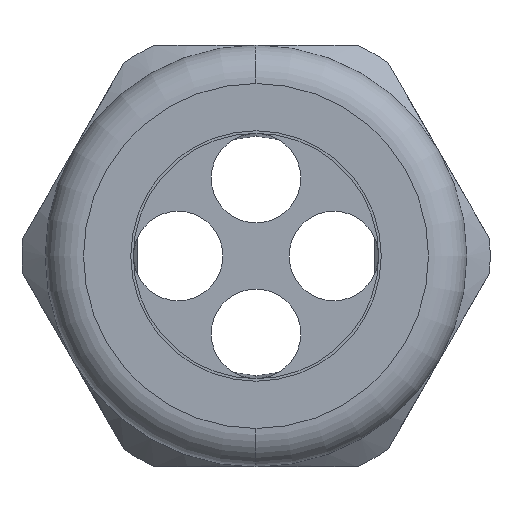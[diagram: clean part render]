
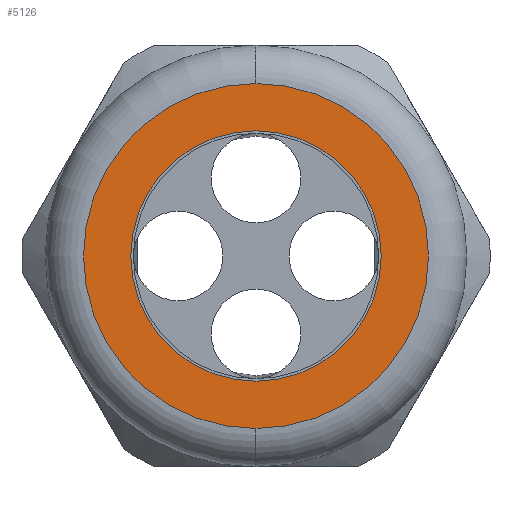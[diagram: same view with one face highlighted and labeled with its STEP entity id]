
A CAD part, left-side view. The second image highlights one B-rep face of the part: STEP entity #5126.
In plain terms, the highlighted planar face has unit normal (-1, 0, 0).
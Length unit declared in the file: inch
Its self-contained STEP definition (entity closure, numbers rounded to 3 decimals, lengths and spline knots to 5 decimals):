
#2556 = EDGE_CURVE ( 'NONE', #2558, #2561, #3050, .T. ) ;
#2558 = VERTEX_POINT ( 'NONE', #3045 ) ;
#2561 = VERTEX_POINT ( 'NONE', #3043 ) ;
#3043 = CARTESIAN_POINT ( 'NONE',  ( -1.68, 0., -0.675 ) ) ;
#3045 = CARTESIAN_POINT ( 'NONE',  ( -1.68, 0., 0.675 ) ) ;
#3046 = DIRECTION ( 'NONE',  ( 0., 0., 1. ) ) ;
#3047 = DIRECTION ( 'NONE',  ( -1., 0., 0. ) ) ;
#3048 = CARTESIAN_POINT ( 'NONE',  ( -1.68, 0., 0. ) ) ;
#3049 = AXIS2_PLACEMENT_3D ( 'NONE', #3048, #3047, #3046 ) ;
#3050 = CIRCLE ( 'NONE', #3049, 0.675 ) ;
#3213 = DIRECTION ( 'NONE',  ( 0., 0., -1. ) ) ;
#3214 = DIRECTION ( 'NONE',  ( 1., 0., 0. ) ) ;
#3215 = CARTESIAN_POINT ( 'NONE',  ( -1.68, 0., 0. ) ) ;
#3216 = AXIS2_PLACEMENT_3D ( 'NONE', #3215, #3214, #3213 ) ;
#3217 = CIRCLE ( 'NONE', #3216, 0.49 ) ;
#3219 = CARTESIAN_POINT ( 'NONE',  ( -1.68, 0., 0.49 ) ) ;
#3220 = CARTESIAN_POINT ( 'NONE',  ( -1.68, 0., -0.49 ) ) ;
#3652 = DIRECTION ( 'NONE',  ( 0., 0., -1. ) ) ;
#3653 = DIRECTION ( 'NONE',  ( 1., 0., 0. ) ) ;
#3654 = CARTESIAN_POINT ( 'NONE',  ( -1.68, 0., 0. ) ) ;
#3655 = AXIS2_PLACEMENT_3D ( 'NONE', #3654, #3653, #3652 ) ;
#3656 = CIRCLE ( 'NONE', #3655, 0.49 ) ;
#3657 = DIRECTION ( 'NONE',  ( 0., 0., 1. ) ) ;
#3658 = DIRECTION ( 'NONE',  ( -1., 0., 0. ) ) ;
#3659 = CARTESIAN_POINT ( 'NONE',  ( -1.68, 0., 0. ) ) ;
#3660 = AXIS2_PLACEMENT_3D ( 'NONE', #3659, #3658, #3657 ) ;
#3661 = CIRCLE ( 'NONE', #3660, 0.675 ) ;
#3662 = DIRECTION ( 'NONE',  ( 0., 0., 1. ) ) ;
#3663 = DIRECTION ( 'NONE',  ( -1., 0., 0. ) ) ;
#3664 = CARTESIAN_POINT ( 'NONE',  ( -1.68, 0.825, 0. ) ) ;
#3665 = AXIS2_PLACEMENT_3D ( 'NONE', #3664, #3663, #3662 ) ;
#3666 = PLANE ( 'NONE',  #3665 ) ;
#3667 = FACE_BOUND ( 'NONE', #5131, .T. ) ;
#3668 = FACE_OUTER_BOUND ( 'NONE', #5127, .T. ) ;
#4906 = VERTEX_POINT ( 'NONE', #3220 ) ;
#4907 = VERTEX_POINT ( 'NONE', #3219 ) ;
#4913 = EDGE_CURVE ( 'NONE', #4907, #4906, #3217, .T. ) ;
#5126 = ADVANCED_FACE ( 'NONE', ( #3668, #3667 ), #3666, .T. ) ;
#5127 = EDGE_LOOP ( 'NONE', ( #5128, #5129 ) ) ;
#5128 = ORIENTED_EDGE ( 'NONE', *, *, #2556, .T. ) ;
#5129 = ORIENTED_EDGE ( 'NONE', *, *, #5130, .T. ) ;
#5130 = EDGE_CURVE ( 'NONE', #2561, #2558, #3661, .T. ) ;
#5131 = EDGE_LOOP ( 'NONE', ( #5132, #5191 ) ) ;
#5132 = ORIENTED_EDGE ( 'NONE', *, *, #5133, .T. ) ;
#5133 = EDGE_CURVE ( 'NONE', #4906, #4907, #3656, .T. ) ;
#5191 = ORIENTED_EDGE ( 'NONE', *, *, #4913, .T. ) ;
